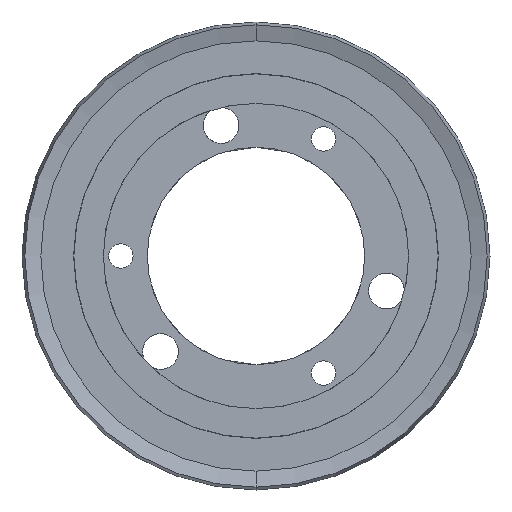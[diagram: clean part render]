
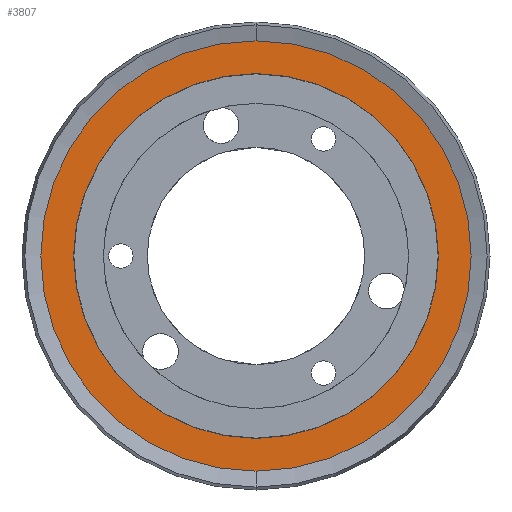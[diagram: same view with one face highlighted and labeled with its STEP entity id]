
A CAD part, left-side view. The second image highlights one B-rep face of the part: STEP entity #3807.
In plain terms, the highlighted planar face has unit normal (-1, 0, 0).
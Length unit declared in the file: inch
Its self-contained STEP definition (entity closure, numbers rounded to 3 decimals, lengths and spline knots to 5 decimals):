
#347 = AXIS2_PLACEMENT_3D ( 'NONE', #4227, #2248, #8292 ) ;
#389 = VERTEX_POINT ( 'NONE', #3121 ) ;
#734 = CIRCLE ( 'NONE', #347, 1.32183 ) ;
#971 = DIRECTION ( 'NONE',  ( 0., 0., 1. ) ) ;
#1155 = CARTESIAN_POINT ( 'NONE',  ( 0.22531, 1.36238, 0.74679 ) ) ;
#1166 = FACE_OUTER_BOUND ( 'NONE', #7304, .T. ) ;
#1206 = DIRECTION ( 'NONE',  ( -1., 0., 0. ) ) ;
#1320 = CARTESIAN_POINT ( 'NONE',  ( 0.22531, 2.68421, 2.06863 ) ) ;
#2083 = DIRECTION ( 'NONE',  ( -1., 0., 0. ) ) ;
#2248 = DIRECTION ( 'NONE',  ( -1., 0., 0. ) ) ;
#2312 = CIRCLE ( 'NONE', #7554, 1.32183 ) ;
#2367 = CARTESIAN_POINT ( 'NONE',  ( 0.22531, 1.36238, 2.06863 ) ) ;
#2610 = DIRECTION ( 'NONE',  ( 0., 0., -1. ) ) ;
#2876 = AXIS2_PLACEMENT_3D ( 'NONE', #4064, #2083, #5511 ) ;
#3016 = CIRCLE ( 'NONE', #2876, 1.1205 ) ;
#3121 = CARTESIAN_POINT ( 'NONE',  ( 0.22531, 1.36238, 3.39046 ) ) ;
#3239 = AXIS2_PLACEMENT_3D ( 'NONE', #1320, #1206, #2610 ) ;
#3436 = EDGE_LOOP ( 'NONE', ( #7657, #4731 ) ) ;
#3486 = EDGE_CURVE ( 'NONE', #7267, #8222, #3016, .T. ) ;
#3701 = CARTESIAN_POINT ( 'NONE',  ( 0.22531, 2.48288, 2.06863 ) ) ;
#3807 = ADVANCED_FACE ( 'NONE', ( #7353, #1166 ), #5184, .T. ) ;
#3808 = CIRCLE ( 'NONE', #6272, 1.1205 ) ;
#3863 = CARTESIAN_POINT ( 'NONE',  ( 0.22531, 0.24188, 2.06863 ) ) ;
#4064 = CARTESIAN_POINT ( 'NONE',  ( 0.22531, 1.36238, 2.06863 ) ) ;
#4104 = VERTEX_POINT ( 'NONE', #1155 ) ;
#4227 = CARTESIAN_POINT ( 'NONE',  ( 0.22531, 1.36238, 2.06863 ) ) ;
#4485 = DIRECTION ( 'NONE',  ( -1., 0., 0. ) ) ;
#4731 = ORIENTED_EDGE ( 'NONE', *, *, #3486, .F. ) ;
#5184 = PLANE ( 'NONE',  #3239 ) ;
#5210 = ORIENTED_EDGE ( 'NONE', *, *, #7997, .T. ) ;
#5511 = DIRECTION ( 'NONE',  ( 0., 0., 1. ) ) ;
#5585 = EDGE_CURVE ( 'NONE', #389, #4104, #734, .T. ) ;
#5593 = DIRECTION ( 'NONE',  ( 0., 0., 1. ) ) ;
#6272 = AXIS2_PLACEMENT_3D ( 'NONE', #2367, #4485, #971 ) ;
#6629 = ORIENTED_EDGE ( 'NONE', *, *, #5585, .T. ) ;
#6765 = CARTESIAN_POINT ( 'NONE',  ( 0.22531, 1.36238, 2.06863 ) ) ;
#7267 = VERTEX_POINT ( 'NONE', #3863 ) ;
#7304 = EDGE_LOOP ( 'NONE', ( #5210, #6629 ) ) ;
#7353 = FACE_BOUND ( 'NONE', #3436, .T. ) ;
#7554 = AXIS2_PLACEMENT_3D ( 'NONE', #6765, #8113, #5593 ) ;
#7657 = ORIENTED_EDGE ( 'NONE', *, *, #7796, .F. ) ;
#7796 = EDGE_CURVE ( 'NONE', #8222, #7267, #3808, .T. ) ;
#7997 = EDGE_CURVE ( 'NONE', #4104, #389, #2312, .T. ) ;
#8113 = DIRECTION ( 'NONE',  ( -1., 0., 0. ) ) ;
#8222 = VERTEX_POINT ( 'NONE', #3701 ) ;
#8292 = DIRECTION ( 'NONE',  ( 0., 0., 1. ) ) ;
